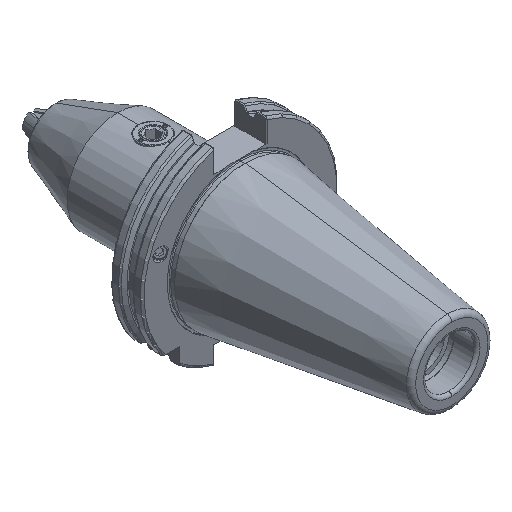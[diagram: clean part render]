
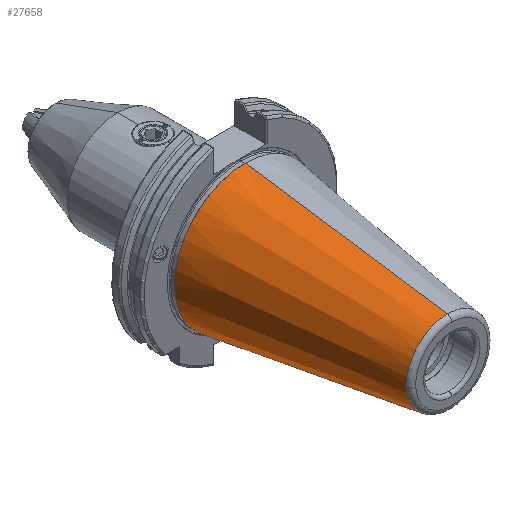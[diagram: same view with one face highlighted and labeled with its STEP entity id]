
A CAD part, isometric view. The second image highlights one B-rep face of the part: STEP entity #27658.
In plain terms, the highlighted conical face has half-angle 8.297 degrees and reference radius 20.087 mm.
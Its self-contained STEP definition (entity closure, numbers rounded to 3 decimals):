
#320 = DIRECTION ( 'NONE',  ( 0., 1., 0. ) ) ;
#1078 = VERTEX_POINT ( 'NONE', #3785 ) ;
#1371 = ORIENTED_EDGE ( 'NONE', *, *, #5024, .F. ) ;
#1900 = DIRECTION ( 'NONE',  ( 0., 0.99, -0.144 ) ) ;
#1936 = CARTESIAN_POINT ( 'NONE',  ( 0., -104.95, 20.086 ) ) ;
#3785 = CARTESIAN_POINT ( 'NONE',  ( 0., -2.4, 35.042 ) ) ;
#5024 = EDGE_CURVE ( 'NONE', #28806, #1078, #9254, .T. ) ;
#5089 = VERTEX_POINT ( 'NONE', #24233 ) ;
#6392 = VECTOR ( 'NONE', #9503, 1000. ) ;
#7150 = CONICAL_SURFACE ( 'NONE', #29114, 20.086, 0.145 ) ;
#7956 = LINE ( 'NONE', #11861, #13835 ) ;
#9254 = CIRCLE ( 'NONE', #26005, 35.042 ) ;
#9503 = DIRECTION ( 'NONE',  ( 0., 0.99, 0.144 ) ) ;
#11861 = CARTESIAN_POINT ( 'NONE',  ( 0., -104.95, -20.086 ) ) ;
#13047 = EDGE_CURVE ( 'NONE', #15457, #1078, #13094, .T. ) ;
#13094 = LINE ( 'NONE', #1936, #6392 ) ;
#13380 = CARTESIAN_POINT ( 'NONE',  ( 0., -2.4, 0. ) ) ;
#13835 = VECTOR ( 'NONE', #1900, 1000. ) ;
#15310 = CARTESIAN_POINT ( 'NONE',  ( 0., -102.811, 0. ) ) ;
#15457 = VERTEX_POINT ( 'NONE', #30268 ) ;
#15888 = DIRECTION ( 'NONE',  ( 0., 0., 1. ) ) ;
#16908 = EDGE_LOOP ( 'NONE', ( #22289, #23618, #25105, #1371 ) ) ;
#17796 = DIRECTION ( 'NONE',  ( 0., 0., -1. ) ) ;
#18117 = AXIS2_PLACEMENT_3D ( 'NONE', #15310, #320, #17796 ) ;
#19156 = DIRECTION ( 'NONE',  ( 0., 0., 1. ) ) ;
#21033 = EDGE_CURVE ( 'NONE', #5089, #15457, #31598, .T. ) ;
#22289 = ORIENTED_EDGE ( 'NONE', *, *, #23572, .F. ) ;
#23572 = EDGE_CURVE ( 'NONE', #5089, #28806, #7956, .T. ) ;
#23618 = ORIENTED_EDGE ( 'NONE', *, *, #21033, .T. ) ;
#24112 = CARTESIAN_POINT ( 'NONE',  ( 0., -104.95, 0. ) ) ;
#24233 = CARTESIAN_POINT ( 'NONE',  ( 0., -102.811, -20.398 ) ) ;
#25105 = ORIENTED_EDGE ( 'NONE', *, *, #13047, .T. ) ;
#26005 = AXIS2_PLACEMENT_3D ( 'NONE', #13380, #30955, #15888 ) ;
#27658 = ADVANCED_FACE ( 'NONE', ( #27947 ), #7150, .T. ) ;
#27947 = FACE_OUTER_BOUND ( 'NONE', #16908, .T. ) ;
#28806 = VERTEX_POINT ( 'NONE', #29785 ) ;
#29114 = AXIS2_PLACEMENT_3D ( 'NONE', #24112, #29192, #19156 ) ;
#29192 = DIRECTION ( 'NONE',  ( 0., 1., 0. ) ) ;
#29785 = CARTESIAN_POINT ( 'NONE',  ( 0., -2.4, -35.042 ) ) ;
#30268 = CARTESIAN_POINT ( 'NONE',  ( 0., -102.811, 20.398 ) ) ;
#30955 = DIRECTION ( 'NONE',  ( 0., 1., 0. ) ) ;
#31598 = CIRCLE ( 'NONE', #18117, 20.398 ) ;
